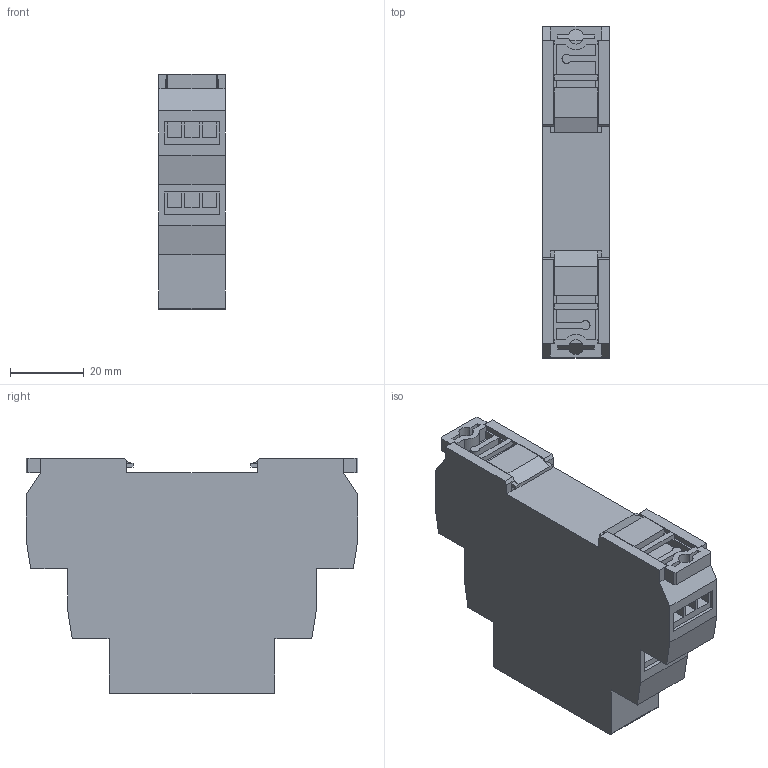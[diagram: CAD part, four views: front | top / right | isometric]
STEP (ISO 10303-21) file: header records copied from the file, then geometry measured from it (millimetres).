
FILE_DESCRIPTION (( 'STEP AP203' ), '1' );
FILE_NAME ('7.STEP', '2022-04-21T13:15:45', ( '' ), ( '' ), 'SwSTEP 2.0', 'SolidWorks 2017', '' );
FILE_SCHEMA (( 'CONFIG_CONTROL_DESIGN' ));
Length unit declared in the file: millimetre
Products named in the file (1): 7
Bounding box: 18 x 90 x 64 mm (x, y, z)
Volume: 76758.1 mm3; surface area: 18256.5 mm2
Topology: 1 solids, 2 shells, 623 faces, 1687 edges, 1096 vertices
Faces by surface type: plane 545, cylinder 42, bspline 36
Entity records: 21488 total; most frequent: CARTESIAN_POINT 5843, ORIENTED_EDGE 3374, DIRECTION 2935, EDGE_CURVE 1687, LINE 1471, VECTOR 1471, VERTEX_POINT 1096, AXIS2_PLACEMENT_3D 732
